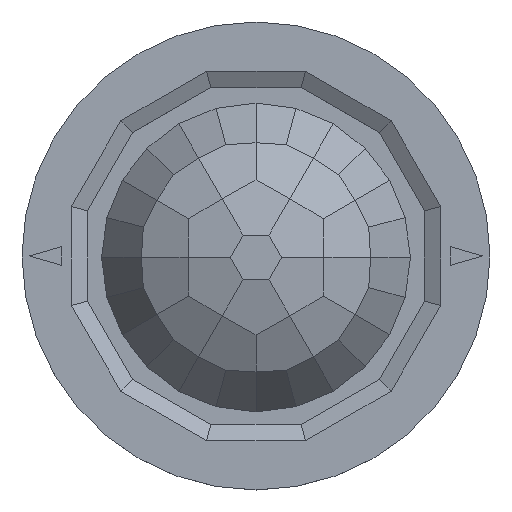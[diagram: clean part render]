
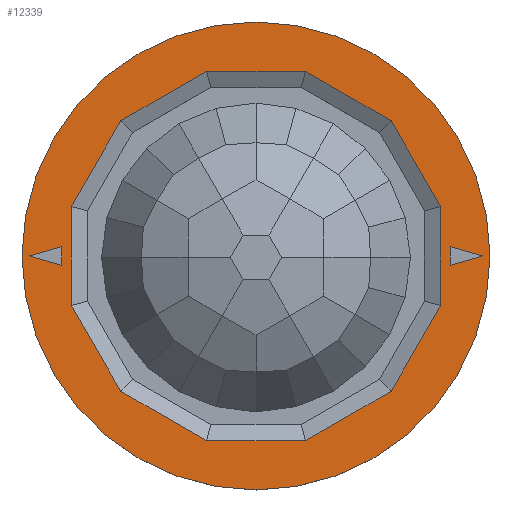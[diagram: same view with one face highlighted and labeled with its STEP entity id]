
A CAD part, top view. The second image highlights one B-rep face of the part: STEP entity #12339.
In plain terms, the highlighted planar face has unit normal (0, 0, 1).
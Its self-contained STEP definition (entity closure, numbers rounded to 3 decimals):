
#236=FACE_BOUND('',#2221,.T.);
#237=FACE_BOUND('',#2222,.T.);
#238=FACE_BOUND('',#2223,.T.);
#773=PLANE('',#13404);
#1452=FACE_OUTER_BOUND('',#2220,.T.);
#2220=EDGE_LOOP('',(#11404));
#2221=EDGE_LOOP('',(#11405,#11406,#11407));
#2222=EDGE_LOOP('',(#11408,#11409,#11410));
#2223=EDGE_LOOP('',(#11411,#11412,#11413,#11414,#11415,#11416,#11417,#11418,
#11419,#11420,#11421,#11422));
#3485=LINE('',#20701,#4783);
#3489=LINE('',#20708,#4787);
#3491=LINE('',#20711,#4789);
#3494=LINE('',#20720,#4792);
#3498=LINE('',#20727,#4796);
#3500=LINE('',#20730,#4798);
#3501=LINE('',#20735,#4799);
#3504=LINE('',#20740,#4802);
#3506=LINE('',#20744,#4804);
#3508=LINE('',#20748,#4806);
#3510=LINE('',#20752,#4808);
#3512=LINE('',#20756,#4810);
#3515=LINE('',#20762,#4813);
#3518=LINE('',#20768,#4816);
#3521=LINE('',#20774,#4819);
#3524=LINE('',#20780,#4822);
#3527=LINE('',#20786,#4825);
#3530=LINE('',#20790,#4828);
#4783=VECTOR('',#16673,10.);
#4787=VECTOR('',#16679,10.);
#4789=VECTOR('',#16683,10.);
#4792=VECTOR('',#16690,10.);
#4796=VECTOR('',#16696,10.);
#4798=VECTOR('',#16700,10.);
#4799=VECTOR('',#16705,10.);
#4802=VECTOR('',#16710,10.);
#4804=VECTOR('',#16714,10.);
#4806=VECTOR('',#16718,10.);
#4808=VECTOR('',#16722,10.);
#4810=VECTOR('',#16726,10.);
#4813=VECTOR('',#16731,10.);
#4816=VECTOR('',#16736,10.);
#4819=VECTOR('',#16741,10.);
#4822=VECTOR('',#16746,10.);
#4825=VECTOR('',#16751,10.);
#4828=VECTOR('',#16756,10.);
#5171=CIRCLE('',#13402,25.);
#6268=VERTEX_POINT('',#20698);
#6269=VERTEX_POINT('',#20700);
#6271=VERTEX_POINT('',#20706);
#6274=VERTEX_POINT('',#20717);
#6275=VERTEX_POINT('',#20719);
#6277=VERTEX_POINT('',#20725);
#6278=VERTEX_POINT('',#20733);
#6279=VERTEX_POINT('',#20734);
#6280=VERTEX_POINT('',#20739);
#6281=VERTEX_POINT('',#20743);
#6282=VERTEX_POINT('',#20747);
#6283=VERTEX_POINT('',#20751);
#6284=VERTEX_POINT('',#20755);
#6286=VERTEX_POINT('',#20761);
#6288=VERTEX_POINT('',#20767);
#6290=VERTEX_POINT('',#20773);
#6292=VERTEX_POINT('',#20779);
#6294=VERTEX_POINT('',#20785);
#6296=VERTEX_POINT('',#20806);
#7955=EDGE_CURVE('',#6269,#6268,#3485,.T.);
#7959=EDGE_CURVE('',#6268,#6271,#3489,.T.);
#7961=EDGE_CURVE('',#6271,#6269,#3491,.T.);
#7964=EDGE_CURVE('',#6275,#6274,#3494,.T.);
#7968=EDGE_CURVE('',#6274,#6277,#3498,.T.);
#7970=EDGE_CURVE('',#6277,#6275,#3500,.T.);
#7971=EDGE_CURVE('',#6278,#6279,#3501,.T.);
#7974=EDGE_CURVE('',#6279,#6280,#3504,.T.);
#7976=EDGE_CURVE('',#6280,#6281,#3506,.T.);
#7978=EDGE_CURVE('',#6281,#6282,#3508,.T.);
#7980=EDGE_CURVE('',#6282,#6283,#3510,.T.);
#7982=EDGE_CURVE('',#6283,#6284,#3512,.T.);
#7985=EDGE_CURVE('',#6284,#6286,#3515,.T.);
#7988=EDGE_CURVE('',#6286,#6288,#3518,.T.);
#7991=EDGE_CURVE('',#6288,#6290,#3521,.T.);
#7994=EDGE_CURVE('',#6290,#6292,#3524,.T.);
#7997=EDGE_CURVE('',#6292,#6294,#3527,.T.);
#8000=EDGE_CURVE('',#6294,#6278,#3530,.T.);
#8007=EDGE_CURVE('',#6296,#6296,#5171,.T.);
#11404=ORIENTED_EDGE('',*,*,#8007,.F.);
#11405=ORIENTED_EDGE('',*,*,#7955,.T.);
#11406=ORIENTED_EDGE('',*,*,#7959,.T.);
#11407=ORIENTED_EDGE('',*,*,#7961,.T.);
#11408=ORIENTED_EDGE('',*,*,#7964,.T.);
#11409=ORIENTED_EDGE('',*,*,#7968,.T.);
#11410=ORIENTED_EDGE('',*,*,#7970,.T.);
#11411=ORIENTED_EDGE('',*,*,#7985,.T.);
#11412=ORIENTED_EDGE('',*,*,#7988,.T.);
#11413=ORIENTED_EDGE('',*,*,#7991,.T.);
#11414=ORIENTED_EDGE('',*,*,#7994,.T.);
#11415=ORIENTED_EDGE('',*,*,#7997,.T.);
#11416=ORIENTED_EDGE('',*,*,#8000,.T.);
#11417=ORIENTED_EDGE('',*,*,#7971,.T.);
#11418=ORIENTED_EDGE('',*,*,#7974,.T.);
#11419=ORIENTED_EDGE('',*,*,#7976,.T.);
#11420=ORIENTED_EDGE('',*,*,#7978,.T.);
#11421=ORIENTED_EDGE('',*,*,#7980,.T.);
#11422=ORIENTED_EDGE('',*,*,#7982,.T.);
#12339=ADVANCED_FACE('',(#1452,#236,#237,#238),#773,.F.);
#13402=AXIS2_PLACEMENT_3D('',#20807,#16780,#16781);
#13404=AXIS2_PLACEMENT_3D('',#20810,#16784,#16785);
#16673=DIRECTION('',(0.962,-0.275,0.));
#16679=DIRECTION('',(-0.962,-0.275,0.));
#16683=DIRECTION('',(0.,1.,0.));
#16690=DIRECTION('',(-0.962,0.275,0.));
#16696=DIRECTION('',(0.962,0.275,0.));
#16700=DIRECTION('',(0.,-1.,0.));
#16705=DIRECTION('',(0.5,0.866,0.));
#16710=DIRECTION('',(0.866,0.5,0.));
#16714=DIRECTION('',(1.,0.,0.));
#16718=DIRECTION('',(0.866,-0.5,0.));
#16722=DIRECTION('',(0.5,-0.866,0.));
#16726=DIRECTION('',(0.,-1.,0.));
#16731=DIRECTION('',(-0.5,-0.866,0.));
#16736=DIRECTION('',(-0.866,-0.5,0.));
#16741=DIRECTION('',(-1.,0.,0.));
#16746=DIRECTION('',(-0.866,0.5,0.));
#16751=DIRECTION('',(-0.5,0.866,0.));
#16756=DIRECTION('',(0.,1.,0.));
#16780=DIRECTION('center_axis',(0.,0.,-1.));
#16781=DIRECTION('ref_axis',(-1.,0.,0.));
#16784=DIRECTION('center_axis',(0.,0.,-1.));
#16785=DIRECTION('ref_axis',(-1.,0.,0.));
#20698=CARTESIAN_POINT('',(24.232,0.,2.5));
#20700=CARTESIAN_POINT('',(20.732,1.,2.5));
#20701=CARTESIAN_POINT('',(11.28,3.7,2.5));
#20706=CARTESIAN_POINT('',(20.732,-1.,2.5));
#20708=CARTESIAN_POINT('',(13.03,-3.2,2.5));
#20711=CARTESIAN_POINT('',(20.732,-0.5,2.5));
#20717=CARTESIAN_POINT('',(-24.232,0.,2.5));
#20719=CARTESIAN_POINT('',(-20.732,-1.,2.5));
#20720=CARTESIAN_POINT('',(-11.28,-3.7,2.5));
#20725=CARTESIAN_POINT('',(-20.732,1.,2.5));
#20727=CARTESIAN_POINT('',(-13.03,3.2,2.5));
#20730=CARTESIAN_POINT('',(-20.732,0.5,2.5));
#20733=CARTESIAN_POINT('',(-19.732,5.287,2.5));
#20734=CARTESIAN_POINT('',(-14.445,14.445,2.5));
#20735=CARTESIAN_POINT('',(-18.294,7.778,2.5));
#20739=CARTESIAN_POINT('',(-5.287,19.732,2.5));
#20740=CARTESIAN_POINT('',(-11.954,15.883,2.5));
#20743=CARTESIAN_POINT('',(5.287,19.732,2.5));
#20744=CARTESIAN_POINT('',(-2.412,19.732,2.5));
#20747=CARTESIAN_POINT('',(14.445,14.445,2.5));
#20748=CARTESIAN_POINT('',(7.778,18.294,2.5));
#20751=CARTESIAN_POINT('',(19.732,5.287,2.5));
#20752=CARTESIAN_POINT('',(15.883,11.954,2.5));
#20755=CARTESIAN_POINT('',(19.732,-5.287,2.5));
#20756=CARTESIAN_POINT('',(19.732,2.412,2.5));
#20761=CARTESIAN_POINT('',(14.445,-14.445,2.5));
#20762=CARTESIAN_POINT('',(18.294,-7.778,2.5));
#20767=CARTESIAN_POINT('',(5.287,-19.732,2.5));
#20768=CARTESIAN_POINT('',(11.954,-15.883,2.5));
#20773=CARTESIAN_POINT('',(-5.287,-19.732,2.5));
#20774=CARTESIAN_POINT('',(2.412,-19.732,2.5));
#20779=CARTESIAN_POINT('',(-14.445,-14.445,2.5));
#20780=CARTESIAN_POINT('',(-7.778,-18.294,2.5));
#20785=CARTESIAN_POINT('',(-19.732,-5.287,2.5));
#20786=CARTESIAN_POINT('',(-15.883,-11.954,2.5));
#20790=CARTESIAN_POINT('',(-19.732,-2.412,2.5));
#20806=CARTESIAN_POINT('',(25.,0.,2.5));
#20807=CARTESIAN_POINT('Origin',(0.,0.,2.5));
#20810=CARTESIAN_POINT('Origin',(0.,0.,2.5));
